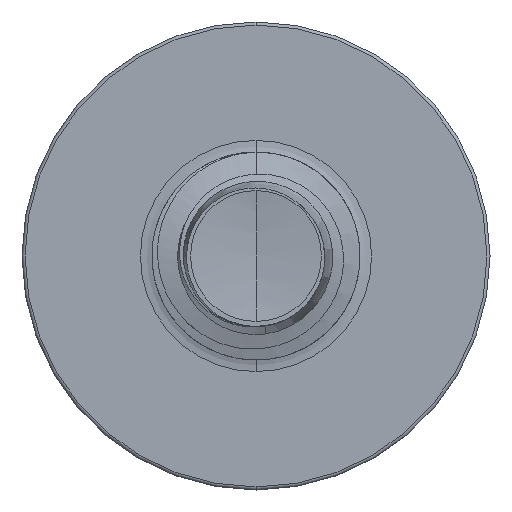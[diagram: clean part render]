
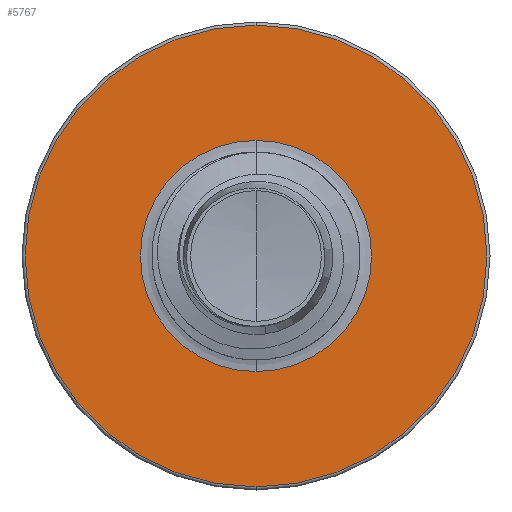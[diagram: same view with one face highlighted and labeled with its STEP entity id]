
A CAD part, front view. The second image highlights one B-rep face of the part: STEP entity #5767.
In plain terms, the highlighted planar face has unit normal (0, -1, 0).
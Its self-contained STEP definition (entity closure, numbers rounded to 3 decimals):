
#823 = EDGE_LOOP ( 'NONE', ( #4272, #15558 ) ) ;
#1224 = DIRECTION ( 'NONE',  ( 0., 0., 1. ) ) ;
#1254 = DIRECTION ( 'NONE',  ( 0., 1., 0. ) ) ;
#1262 = CARTESIAN_POINT ( 'NONE',  ( 0., 3.5, -1.112 ) ) ;
#1677 = CARTESIAN_POINT ( 'NONE',  ( 0., 3.5, 1.112 ) ) ;
#2220 = VERTEX_POINT ( 'NONE', #1677 ) ;
#4272 = ORIENTED_EDGE ( 'NONE', *, *, #15388, .F. ) ;
#4855 = DIRECTION ( 'NONE',  ( 0., 0., 1. ) ) ;
#4863 = DIRECTION ( 'NONE',  ( 0., 1., 0. ) ) ;
#4888 = CARTESIAN_POINT ( 'NONE',  ( 0., 3.5, 0. ) ) ;
#5767 = ADVANCED_FACE ( 'NONE', ( #13047, #14493 ), #9463, .F. ) ;
#6521 = AXIS2_PLACEMENT_3D ( 'NONE', #1262, #1254, #1224 ) ;
#6771 = AXIS2_PLACEMENT_3D ( 'NONE', #8295, #8279, #8273 ) ;
#6894 = CIRCLE ( 'NONE', #7462, 2.22 ) ;
#7462 = AXIS2_PLACEMENT_3D ( 'NONE', #4888, #4863, #4855 ) ;
#7845 = CARTESIAN_POINT ( 'NONE',  ( 0., 3.5, -2.22 ) ) ;
#8273 = DIRECTION ( 'NONE',  ( 0., 0., 1. ) ) ;
#8279 = DIRECTION ( 'NONE',  ( 0., 1., 0. ) ) ;
#8295 = CARTESIAN_POINT ( 'NONE',  ( 0., 3.5, 0. ) ) ;
#9463 = PLANE ( 'NONE',  #6521 ) ;
#10447 = ORIENTED_EDGE ( 'NONE', *, *, #14294, .T. ) ;
#10670 = EDGE_CURVE ( 'NONE', #12124, #13887, #6894, .T. ) ;
#10780 = DIRECTION ( 'NONE',  ( 0., 0., 1. ) ) ;
#10787 = DIRECTION ( 'NONE',  ( 0., 1., 0. ) ) ;
#10829 = CARTESIAN_POINT ( 'NONE',  ( 0., 3.5, 0. ) ) ;
#10971 = EDGE_LOOP ( 'NONE', ( #13310, #10447 ) ) ;
#11574 = EDGE_CURVE ( 'NONE', #2220, #13724, #15215, .T. ) ;
#11848 = CARTESIAN_POINT ( 'NONE',  ( 0., 3.5, 2.22 ) ) ;
#12124 = VERTEX_POINT ( 'NONE', #7845 ) ;
#12793 = CARTESIAN_POINT ( 'NONE',  ( 0., 3.5, -1.112 ) ) ;
#13047 = FACE_OUTER_BOUND ( 'NONE', #823, .T. ) ;
#13310 = ORIENTED_EDGE ( 'NONE', *, *, #11574, .T. ) ;
#13545 = DIRECTION ( 'NONE',  ( 0., 0., 1. ) ) ;
#13556 = DIRECTION ( 'NONE',  ( 0., 1., 0. ) ) ;
#13568 = CARTESIAN_POINT ( 'NONE',  ( 0., 3.5, 0. ) ) ;
#13724 = VERTEX_POINT ( 'NONE', #12793 ) ;
#13887 = VERTEX_POINT ( 'NONE', #11848 ) ;
#13988 = CIRCLE ( 'NONE', #6771, 2.22 ) ;
#14249 = AXIS2_PLACEMENT_3D ( 'NONE', #10829, #10787, #10780 ) ;
#14294 = EDGE_CURVE ( 'NONE', #13724, #2220, #15319, .T. ) ;
#14493 = FACE_BOUND ( 'NONE', #10971, .T. ) ;
#14634 = AXIS2_PLACEMENT_3D ( 'NONE', #13568, #13556, #13545 ) ;
#15215 = CIRCLE ( 'NONE', #14634, 1.112 ) ;
#15319 = CIRCLE ( 'NONE', #14249, 1.112 ) ;
#15388 = EDGE_CURVE ( 'NONE', #13887, #12124, #13988, .T. ) ;
#15558 = ORIENTED_EDGE ( 'NONE', *, *, #10670, .F. ) ;
